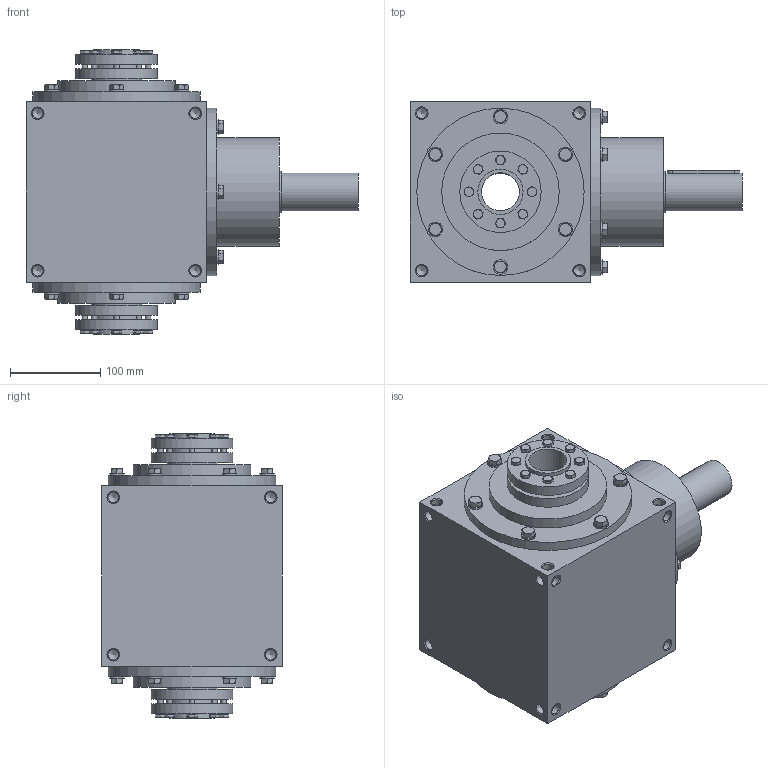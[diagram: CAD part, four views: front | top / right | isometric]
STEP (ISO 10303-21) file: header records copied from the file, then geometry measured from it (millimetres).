
FILE_DESCRIPTION( ( 'STEP AP214' ), ' ' );
FILE_NAME( 'RA200_C2_R.1_1.5.stp', '2017-10-01T13:57:31', ( '' ), ( '' ), ' ', 'PARTsolutions', ' ' );
FILE_SCHEMA( ( 'AUTOMOTIVE_DESIGN { 1 0 10303 214 1 1 1 1 }' ) );
Length unit declared in the file: millimetre
Products named in the file (5): RA200_C2_R.1/1.5; _RA2002-case; _RC200-shaft; _RC_RR200-screw; _RA200-shrink_disk
Assembly tree (22 placements, depth 2):
  RA200_C2_R.1/1.5
    _RA2002-case
    _RC200-shaft
    _RC_RR200-screw  x18
    _RA200-shrink_disk  x2
Bounding box: 367 x 200 x 314 mm (x, y, z)
Volume: 9924266 mm3; surface area: 485508.1 mm2
Topology: 22 solids, 22 shells, 702 faces, 1632 edges, 1011 vertices
Faces by surface type: plane 323, cone 254, cylinder 125
Full cylindrical faces by diameter (mm): 6 x16, 8.376 x1, 8.6 x16, 11.835 x48, 16 x18, 42 x3, 44 x1, 46 x2, 50 x4, 55 x2, 56 x2, 90 x4, 120 x1, 130 x2, 185 x3
Entity records: 10704 total; most frequent: CARTESIAN_POINT 1906, DIRECTION 1364, ORIENTED_EDGE 1078, AXIS2_PLACEMENT_3D 618, EDGE_CURVE 539, EDGE_LOOP 484, VERTEX_POINT 416, FACE_OUTER_BOUND 380
